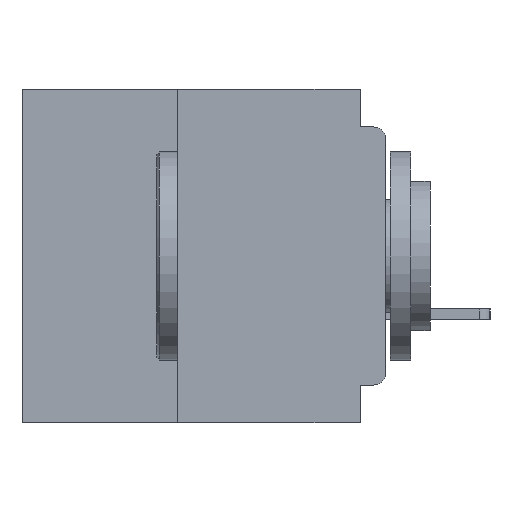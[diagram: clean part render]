
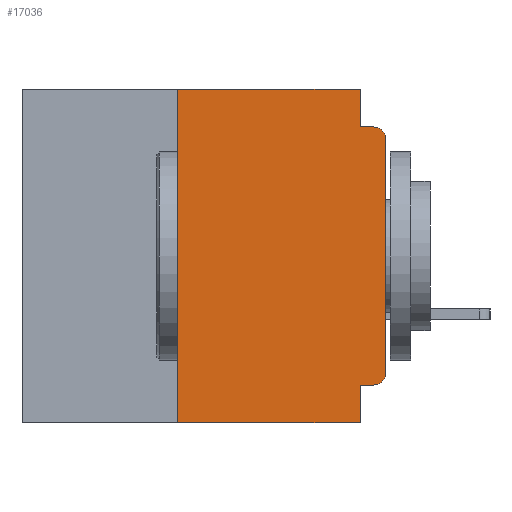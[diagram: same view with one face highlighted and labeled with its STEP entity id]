
A CAD part, left-side view. The second image highlights one B-rep face of the part: STEP entity #17036.
In plain terms, the highlighted planar face has unit normal (-1, 0, 0).
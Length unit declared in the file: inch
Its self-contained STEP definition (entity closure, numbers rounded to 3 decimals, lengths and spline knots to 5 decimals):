
#311 = DIRECTION ( 'NONE',  ( 0., 0., 1. ) ) ;
#854 = EDGE_CURVE ( 'NONE', #4288, #7082, #5293, .T. ) ;
#1450 = EDGE_CURVE ( 'NONE', #20705, #1697, #14154, .T. ) ;
#1453 = CARTESIAN_POINT ( 'NONE',  ( 0., 0.437, 0. ) ) ;
#1697 = VERTEX_POINT ( 'NONE', #35533 ) ;
#2917 = PLANE ( 'NONE',  #34124 ) ;
#3487 = ORIENTED_EDGE ( 'NONE', *, *, #15681, .T. ) ;
#4138 = VECTOR ( 'NONE', #7178, 39.37008 ) ;
#4202 = CARTESIAN_POINT ( 'NONE',  ( 0., 0.031, -0.355 ) ) ;
#4288 = VERTEX_POINT ( 'NONE', #6064 ) ;
#5028 = DIRECTION ( 'NONE',  ( 0., -1., 0. ) ) ;
#5293 = LINE ( 'NONE', #27815, #12884 ) ;
#5771 = CARTESIAN_POINT ( 'NONE',  ( 0., 0.437, 0. ) ) ;
#6011 = CARTESIAN_POINT ( 'NONE',  ( 0., 0.25, -0.4 ) ) ;
#6064 = CARTESIAN_POINT ( 'NONE',  ( 0., 0.031, 0. ) ) ;
#6448 = LINE ( 'NONE', #13469, #15810 ) ;
#6831 = ORIENTED_EDGE ( 'NONE', *, *, #21929, .F. ) ;
#7082 = VERTEX_POINT ( 'NONE', #35204 ) ;
#7178 = DIRECTION ( 'NONE',  ( 0., -1., 0. ) ) ;
#7699 = ORIENTED_EDGE ( 'NONE', *, *, #9556, .F. ) ;
#7813 = CARTESIAN_POINT ( 'NONE',  ( 0., 0.437, -0.4 ) ) ;
#8399 = EDGE_CURVE ( 'NONE', #24097, #1697, #6448, .T. ) ;
#8628 = DIRECTION ( 'NONE',  ( 0., 0., -1. ) ) ;
#9436 = LINE ( 'NONE', #34718, #30424 ) ;
#9556 = EDGE_CURVE ( 'NONE', #26345, #4288, #12614, .T. ) ;
#10240 = EDGE_CURVE ( 'NONE', #12601, #22620, #17003, .T. ) ;
#10291 = LINE ( 'NONE', #6011, #27645 ) ;
#10667 = ORIENTED_EDGE ( 'NONE', *, *, #24964, .F. ) ;
#12227 = DIRECTION ( 'NONE',  ( -1., 0., 0. ) ) ;
#12456 = DIRECTION ( 'NONE',  ( 0., 1., 0. ) ) ;
#12601 = VERTEX_POINT ( 'NONE', #33273 ) ;
#12614 = LINE ( 'NONE', #1453, #4138 ) ;
#12684 = ORIENTED_EDGE ( 'NONE', *, *, #23341, .T. ) ;
#12884 = VECTOR ( 'NONE', #33164, 39.37008 ) ;
#13469 = CARTESIAN_POINT ( 'NONE',  ( 0., 0.031, -0.4 ) ) ;
#13717 = DIRECTION ( 'NONE',  ( -1., 0., 0. ) ) ;
#14064 = ORIENTED_EDGE ( 'NONE', *, *, #10240, .T. ) ;
#14154 = LINE ( 'NONE', #7813, #36947 ) ;
#15681 = EDGE_CURVE ( 'NONE', #28491, #12601, #9436, .T. ) ;
#15763 = AXIS2_PLACEMENT_3D ( 'NONE', #30836, #13717, #33725 ) ;
#15810 = VECTOR ( 'NONE', #33467, 39.37008 ) ;
#16002 = ORIENTED_EDGE ( 'NONE', *, *, #1450, .T. ) ;
#16865 = EDGE_CURVE ( 'NONE', #7082, #22620, #27209, .T. ) ;
#17003 = CIRCLE ( 'NONE', #15763, 0.015 ) ;
#17036 = ADVANCED_FACE ( 'NONE', ( #29018 ), #2917, .F. ) ;
#17131 = ORIENTED_EDGE ( 'NONE', *, *, #854, .F. ) ;
#17450 = CARTESIAN_POINT ( 'NONE',  ( 0., 0.25, -0.4 ) ) ;
#17586 = EDGE_LOOP ( 'NONE', ( #3487, #14064, #26109, #17131, #7699, #6831, #16002, #33406, #10667, #12684 ) ) ;
#17767 = CIRCLE ( 'NONE', #28543, 0.015 ) ;
#18931 = VERTEX_POINT ( 'NONE', #31994 ) ;
#19592 = VECTOR ( 'NONE', #5028, 39.37008 ) ;
#20705 = VERTEX_POINT ( 'NONE', #17450 ) ;
#21929 = EDGE_CURVE ( 'NONE', #20705, #26345, #10291, .T. ) ;
#22461 = CARTESIAN_POINT ( 'NONE',  ( 0., 0., -0.34 ) ) ;
#22620 = VERTEX_POINT ( 'NONE', #23129 ) ;
#23129 = CARTESIAN_POINT ( 'NONE',  ( 0., 0.015, -0.045 ) ) ;
#23341 = EDGE_CURVE ( 'NONE', #18931, #28491, #17767, .T. ) ;
#24097 = VERTEX_POINT ( 'NONE', #4202 ) ;
#24964 = EDGE_CURVE ( 'NONE', #18931, #24097, #32944, .T. ) ;
#25019 = CARTESIAN_POINT ( 'NONE',  ( 0., 0., -0.045 ) ) ;
#25754 = DIRECTION ( 'NONE',  ( 1., 0., 0. ) ) ;
#26109 = ORIENTED_EDGE ( 'NONE', *, *, #16865, .F. ) ;
#26345 = VERTEX_POINT ( 'NONE', #35975 ) ;
#27209 = LINE ( 'NONE', #25019, #19592 ) ;
#27645 = VECTOR ( 'NONE', #311, 39.37008 ) ;
#27815 = CARTESIAN_POINT ( 'NONE',  ( 0., 0.031, 0. ) ) ;
#28491 = VERTEX_POINT ( 'NONE', #22461 ) ;
#28543 = AXIS2_PLACEMENT_3D ( 'NONE', #29358, #12227, #32216 ) ;
#28983 = DIRECTION ( 'NONE',  ( 0., 0., 1. ) ) ;
#29018 = FACE_OUTER_BOUND ( 'NONE', #17586, .T. ) ;
#29358 = CARTESIAN_POINT ( 'NONE',  ( 0., 0.015, -0.34 ) ) ;
#29589 = CARTESIAN_POINT ( 'NONE',  ( 0., 0., -0.355 ) ) ;
#30424 = VECTOR ( 'NONE', #28983, 39.37008 ) ;
#30836 = CARTESIAN_POINT ( 'NONE',  ( 0., 0.015, -0.06 ) ) ;
#31994 = CARTESIAN_POINT ( 'NONE',  ( 0., 0.015, -0.355 ) ) ;
#32052 = VECTOR ( 'NONE', #12456, 39.37008 ) ;
#32216 = DIRECTION ( 'NONE',  ( 0., 0., -1. ) ) ;
#32944 = LINE ( 'NONE', #29589, #32052 ) ;
#33164 = DIRECTION ( 'NONE',  ( 0., 0., -1. ) ) ;
#33273 = CARTESIAN_POINT ( 'NONE',  ( 0., 0., -0.06 ) ) ;
#33406 = ORIENTED_EDGE ( 'NONE', *, *, #8399, .F. ) ;
#33467 = DIRECTION ( 'NONE',  ( 0., 0., -1. ) ) ;
#33725 = DIRECTION ( 'NONE',  ( 0., 0., -1. ) ) ;
#34124 = AXIS2_PLACEMENT_3D ( 'NONE', #5771, #25754, #8628 ) ;
#34718 = CARTESIAN_POINT ( 'NONE',  ( 0., 0., 0. ) ) ;
#35204 = CARTESIAN_POINT ( 'NONE',  ( 0., 0.031, -0.045 ) ) ;
#35533 = CARTESIAN_POINT ( 'NONE',  ( 0., 0.031, -0.4 ) ) ;
#35975 = CARTESIAN_POINT ( 'NONE',  ( 0., 0.25, 0. ) ) ;
#36348 = DIRECTION ( 'NONE',  ( 0., -1., 0. ) ) ;
#36947 = VECTOR ( 'NONE', #36348, 39.37008 ) ;
